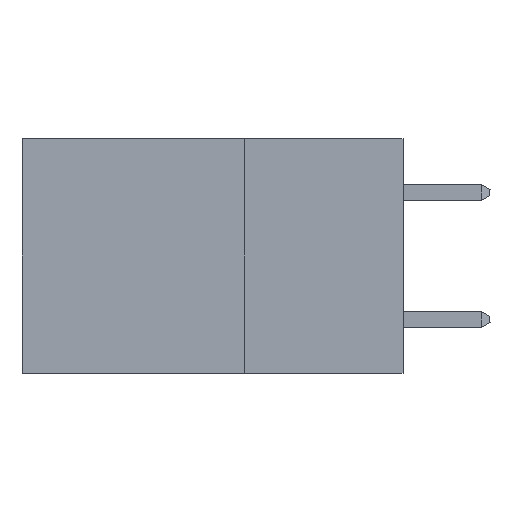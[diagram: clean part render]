
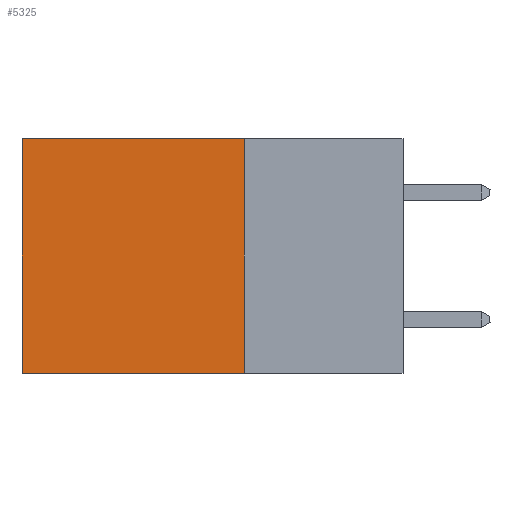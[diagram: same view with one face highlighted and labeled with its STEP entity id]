
A CAD part, left-side view. The second image highlights one B-rep face of the part: STEP entity #5325.
In plain terms, the highlighted planar face has unit normal (-1, 0, 0).
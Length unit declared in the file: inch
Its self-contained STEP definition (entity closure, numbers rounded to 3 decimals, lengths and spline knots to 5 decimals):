
#27 = DIRECTION ( 'NONE',  ( 0., 0., -1. ) ) ;
#1157 = EDGE_LOOP ( 'NONE', ( #18176, #20496, #31663, #2014 ) ) ;
#2014 = ORIENTED_EDGE ( 'NONE', *, *, #24123, .T. ) ;
#2048 = CARTESIAN_POINT ( 'NONE',  ( 0.2875, 0.25, 0. ) ) ;
#2135 = CARTESIAN_POINT ( 'NONE',  ( 0.2875, 0.25, -0.37 ) ) ;
#3331 = VECTOR ( 'NONE', #16217, 39.37008 ) ;
#4028 = CARTESIAN_POINT ( 'NONE',  ( 0.2875, 0.25, 0. ) ) ;
#4822 = DIRECTION ( 'NONE',  ( 1., 0., 0. ) ) ;
#5325 = ADVANCED_FACE ( 'NONE', ( #11869 ), #23011, .F. ) ;
#5448 = EDGE_CURVE ( 'NONE', #23101, #32717, #21809, .T. ) ;
#5513 = CARTESIAN_POINT ( 'NONE',  ( 0.2875, 0.6, 0. ) ) ;
#7415 = DIRECTION ( 'NONE',  ( 0., 0., -1. ) ) ;
#7745 = CARTESIAN_POINT ( 'NONE',  ( 0.2875, 0.25, 0. ) ) ;
#8418 = CARTESIAN_POINT ( 'NONE',  ( 0.2875, 0.25, -0.37 ) ) ;
#9953 = VERTEX_POINT ( 'NONE', #4028 ) ;
#10767 = DIRECTION ( 'NONE',  ( 0., 1., 0. ) ) ;
#11686 = LINE ( 'NONE', #21098, #19253 ) ;
#11869 = FACE_OUTER_BOUND ( 'NONE', #1157, .T. ) ;
#12403 = CARTESIAN_POINT ( 'NONE',  ( 0.2875, 0.6, 0. ) ) ;
#15341 = LINE ( 'NONE', #8418, #3331 ) ;
#15724 = VERTEX_POINT ( 'NONE', #2135 ) ;
#16217 = DIRECTION ( 'NONE',  ( 0., 1., 0. ) ) ;
#17650 = AXIS2_PLACEMENT_3D ( 'NONE', #7745, #4822, #7415 ) ;
#18176 = ORIENTED_EDGE ( 'NONE', *, *, #5448, .T. ) ;
#18193 = LINE ( 'NONE', #2048, #29364 ) ;
#19253 = VECTOR ( 'NONE', #10767, 39.37008 ) ;
#19731 = EDGE_CURVE ( 'NONE', #15724, #32717, #15341, .T. ) ;
#20496 = ORIENTED_EDGE ( 'NONE', *, *, #19731, .F. ) ;
#21098 = CARTESIAN_POINT ( 'NONE',  ( 0.2875, 0.25, 0. ) ) ;
#21809 = LINE ( 'NONE', #12403, #32602 ) ;
#22628 = CARTESIAN_POINT ( 'NONE',  ( 0.2875, 0.6, -0.37 ) ) ;
#22651 = DIRECTION ( 'NONE',  ( 0., 0., -1. ) ) ;
#23011 = PLANE ( 'NONE',  #17650 ) ;
#23101 = VERTEX_POINT ( 'NONE', #5513 ) ;
#24123 = EDGE_CURVE ( 'NONE', #9953, #23101, #11686, .T. ) ;
#29364 = VECTOR ( 'NONE', #22651, 39.37008 ) ;
#31663 = ORIENTED_EDGE ( 'NONE', *, *, #32276, .F. ) ;
#32276 = EDGE_CURVE ( 'NONE', #9953, #15724, #18193, .T. ) ;
#32602 = VECTOR ( 'NONE', #27, 39.37008 ) ;
#32717 = VERTEX_POINT ( 'NONE', #22628 ) ;
